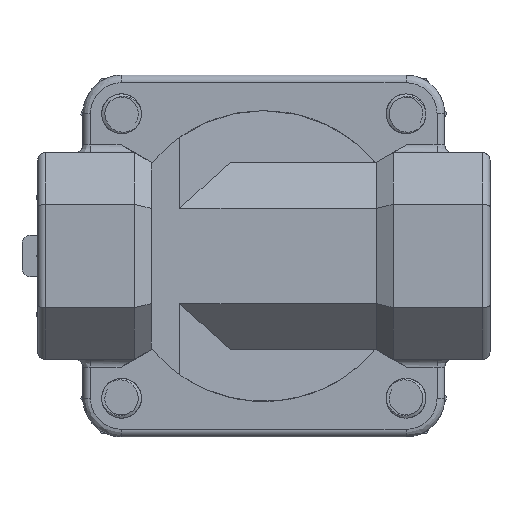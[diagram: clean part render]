
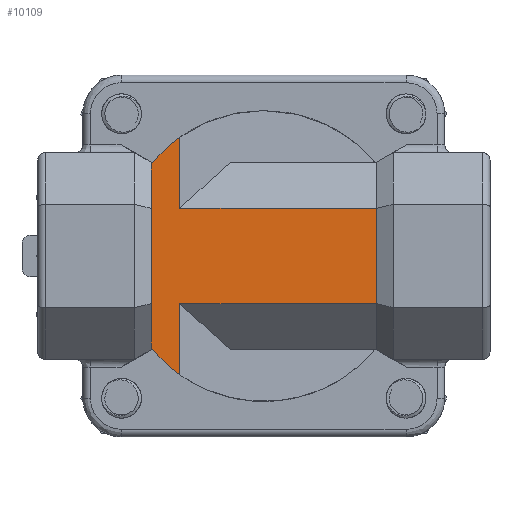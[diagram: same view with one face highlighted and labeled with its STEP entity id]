
A CAD part, front view. The second image highlights one B-rep face of the part: STEP entity #10109.
In plain terms, the highlighted planar face has unit normal (0, -1, 0).
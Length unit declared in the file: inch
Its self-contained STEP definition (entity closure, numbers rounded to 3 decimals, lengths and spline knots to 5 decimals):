
#301 = CARTESIAN_POINT ( 'NONE',  ( -0.51112, -1.35811, -0.72371 ) ) ;
#306 = CARTESIAN_POINT ( 'NONE',  ( -0.686, -1.35811, 0.29061 ) ) ;
#524 = ORIENTED_EDGE ( 'NONE', *, *, #3640, .T. ) ;
#727 = VERTEX_POINT ( 'NONE', #22293 ) ;
#1028 = EDGE_CURVE ( 'NONE', #7158, #18876, #27710, .T. ) ;
#1187 = DIRECTION ( 'NONE',  ( 0., 0., -1. ) ) ;
#1221 = CARTESIAN_POINT ( 'NONE',  ( 0.686, -1.35811, -0.29061 ) ) ;
#1485 = CARTESIAN_POINT ( 'NONE',  ( -0.686, -1.35811, -0.56071 ) ) ;
#1614 = CARTESIAN_POINT ( 'NONE',  ( -0.686, -1.35811, -0.29061 ) ) ;
#2121 = VECTOR ( 'NONE', #9261, 39.37008 ) ;
#2515 = ORIENTED_EDGE ( 'NONE', *, *, #14306, .T. ) ;
#3286 = ORIENTED_EDGE ( 'NONE', *, *, #28114, .T. ) ;
#3640 = EDGE_CURVE ( 'NONE', #9845, #20671, #4385, .T. ) ;
#4385 = LINE ( 'NONE', #8519, #29069 ) ;
#4839 = LINE ( 'NONE', #20480, #2121 ) ;
#5047 = CARTESIAN_POINT ( 'NONE',  ( 0.686, -1.35811, 0.29061 ) ) ;
#5561 = VECTOR ( 'NONE', #6434, 39.37008 ) ;
#5611 = CARTESIAN_POINT ( 'NONE',  ( -0.686, -1.35811, 0.29061 ) ) ;
#5656 = DIRECTION ( 'NONE',  ( 0., 0., 1. ) ) ;
#5812 = EDGE_CURVE ( 'NONE', #21406, #25203, #28952, .T. ) ;
#6434 = DIRECTION ( 'NONE',  ( 0., 0., -1. ) ) ;
#6670 = DIRECTION ( 'NONE',  ( 0., -1., 0. ) ) ;
#7158 = VERTEX_POINT ( 'NONE', #1614 ) ;
#7476 = DIRECTION ( 'NONE',  ( 0., 1., 0. ) ) ;
#7541 = VECTOR ( 'NONE', #14425, 39.37008 ) ;
#8047 = AXIS2_PLACEMENT_3D ( 'NONE', #14223, #27893, #5656 ) ;
#8481 = EDGE_CURVE ( 'NONE', #21406, #24068, #8514, .T. ) ;
#8514 = CIRCLE ( 'NONE', #8047, 0.886 ) ;
#8519 = CARTESIAN_POINT ( 'NONE',  ( -2.46234, -1.35811, -0.29061 ) ) ;
#9157 = CARTESIAN_POINT ( 'NONE',  ( -2.46234, -1.35811, 0.29061 ) ) ;
#9261 = DIRECTION ( 'NONE',  ( 0., 0., 1. ) ) ;
#9845 = VERTEX_POINT ( 'NONE', #22471 ) ;
#10109 = ADVANCED_FACE ( 'NONE', ( #28307 ), #23904, .T. ) ;
#10978 = CARTESIAN_POINT ( 'NONE',  ( -0.51112, -1.35811, 0.72371 ) ) ;
#11555 = ORIENTED_EDGE ( 'NONE', *, *, #19869, .T. ) ;
#12373 = AXIS2_PLACEMENT_3D ( 'NONE', #9157, #6670, #13176 ) ;
#12834 = LINE ( 'NONE', #21800, #27327 ) ;
#12914 = CARTESIAN_POINT ( 'NONE',  ( -0.686, -1.35811, 0.29061 ) ) ;
#13176 = DIRECTION ( 'NONE',  ( 0., 0., -1. ) ) ;
#13608 = ORIENTED_EDGE ( 'NONE', *, *, #20208, .F. ) ;
#14223 = CARTESIAN_POINT ( 'NONE',  ( 0., -1.35811, 0. ) ) ;
#14306 = EDGE_CURVE ( 'NONE', #727, #24068, #12834, .T. ) ;
#14425 = DIRECTION ( 'NONE',  ( -1., 0., 0. ) ) ;
#14498 = EDGE_CURVE ( 'NONE', #25203, #7158, #22110, .T. ) ;
#15051 = VERTEX_POINT ( 'NONE', #301 ) ;
#15883 = CARTESIAN_POINT ( 'NONE',  ( -0.686, -1.35811, 0.29061 ) ) ;
#16168 = EDGE_LOOP ( 'NONE', ( #13608, #11555, #524, #3286, #22757, #2515, #18925, #25192, #18031, #17755 ) ) ;
#16485 = DIRECTION ( 'NONE',  ( 0., 0., 1. ) ) ;
#17354 = EDGE_CURVE ( 'NONE', #27018, #727, #27805, .T. ) ;
#17755 = ORIENTED_EDGE ( 'NONE', *, *, #1028, .T. ) ;
#18031 = ORIENTED_EDGE ( 'NONE', *, *, #14498, .T. ) ;
#18876 = VERTEX_POINT ( 'NONE', #1485 ) ;
#18925 = ORIENTED_EDGE ( 'NONE', *, *, #8481, .F. ) ;
#18983 = CARTESIAN_POINT ( 'NONE',  ( -2.46234, -1.35811, 0.29061 ) ) ;
#19148 = CARTESIAN_POINT ( 'NONE',  ( -0.686, -1.35811, 0.56071 ) ) ;
#19452 = DIRECTION ( 'NONE',  ( 0., 0., 1. ) ) ;
#19869 = EDGE_CURVE ( 'NONE', #15051, #9845, #4839, .T. ) ;
#20208 = EDGE_CURVE ( 'NONE', #15051, #18876, #23741, .T. ) ;
#20295 = LINE ( 'NONE', #20852, #25239 ) ;
#20480 = CARTESIAN_POINT ( 'NONE',  ( -0.51112, -1.35811, 0.29061 ) ) ;
#20671 = VERTEX_POINT ( 'NONE', #1221 ) ;
#20852 = CARTESIAN_POINT ( 'NONE',  ( 0.686, -1.35811, 0.29061 ) ) ;
#21032 = CARTESIAN_POINT ( 'NONE',  ( 0., -1.35811, 0. ) ) ;
#21406 = VERTEX_POINT ( 'NONE', #19148 ) ;
#21701 = VECTOR ( 'NONE', #1187, 39.37008 ) ;
#21800 = CARTESIAN_POINT ( 'NONE',  ( -0.51112, -1.35811, 0. ) ) ;
#22110 = LINE ( 'NONE', #306, #27789 ) ;
#22293 = CARTESIAN_POINT ( 'NONE',  ( -0.51112, -1.35811, 0.29061 ) ) ;
#22471 = CARTESIAN_POINT ( 'NONE',  ( -0.51112, -1.35811, -0.29061 ) ) ;
#22541 = DIRECTION ( 'NONE',  ( 0., 0., -1. ) ) ;
#22633 = DIRECTION ( 'NONE',  ( 0., 0., 1. ) ) ;
#22757 = ORIENTED_EDGE ( 'NONE', *, *, #17354, .T. ) ;
#23741 = CIRCLE ( 'NONE', #24704, 0.886 ) ;
#23904 = PLANE ( 'NONE',  #12373 ) ;
#24068 = VERTEX_POINT ( 'NONE', #10978 ) ;
#24704 = AXIS2_PLACEMENT_3D ( 'NONE', #21032, #7476, #16485 ) ;
#25192 = ORIENTED_EDGE ( 'NONE', *, *, #5812, .T. ) ;
#25203 = VERTEX_POINT ( 'NONE', #15883 ) ;
#25239 = VECTOR ( 'NONE', #22633, 39.37008 ) ;
#26633 = DIRECTION ( 'NONE',  ( 1., 0., 0. ) ) ;
#27018 = VERTEX_POINT ( 'NONE', #5047 ) ;
#27327 = VECTOR ( 'NONE', #19452, 39.37008 ) ;
#27710 = LINE ( 'NONE', #5611, #21701 ) ;
#27789 = VECTOR ( 'NONE', #22541, 39.37008 ) ;
#27805 = LINE ( 'NONE', #18983, #7541 ) ;
#27893 = DIRECTION ( 'NONE',  ( 0., 1., 0. ) ) ;
#28114 = EDGE_CURVE ( 'NONE', #20671, #27018, #20295, .T. ) ;
#28307 = FACE_OUTER_BOUND ( 'NONE', #16168, .T. ) ;
#28952 = LINE ( 'NONE', #12914, #5561 ) ;
#29069 = VECTOR ( 'NONE', #26633, 39.37008 ) ;
